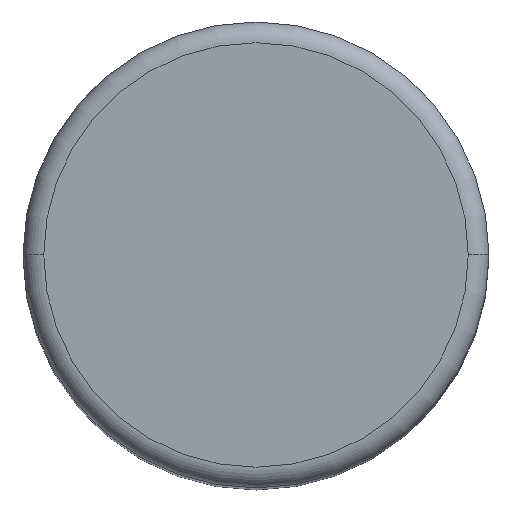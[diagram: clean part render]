
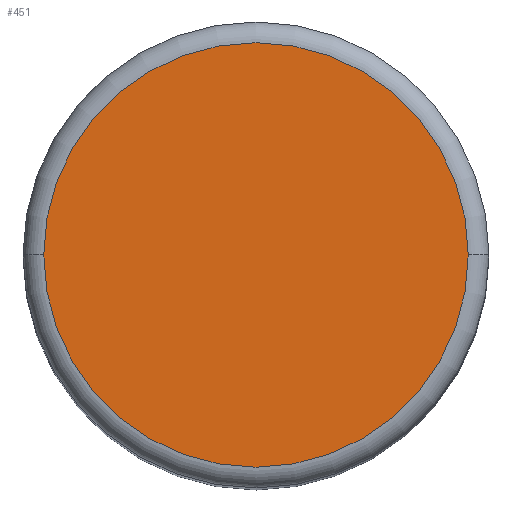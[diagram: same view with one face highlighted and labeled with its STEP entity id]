
A CAD part, top view. The second image highlights one B-rep face of the part: STEP entity #451.
In plain terms, the highlighted planar face has unit normal (0, 0, 1).
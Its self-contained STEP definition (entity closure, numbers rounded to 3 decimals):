
#167=CARTESIAN_POINT('',(0.,0.,47.));
#168=DIRECTION('',(0.,0.,1.));
#169=DIRECTION('',(-1.,0.,0.));
#170=AXIS2_PLACEMENT_3D('',#167,#168,#169);
#172=CARTESIAN_POINT('',(0.,0.,47.));
#173=DIRECTION('',(0.,0.,1.));
#174=DIRECTION('',(1.,0.,0.));
#175=AXIS2_PLACEMENT_3D('',#172,#173,#174);
#210=CARTESIAN_POINT('',(-8.2,0.,47.));
#211=CARTESIAN_POINT('',(8.2,0.,47.));
#212=VERTEX_POINT('',#210);
#213=VERTEX_POINT('',#211);
#441=CARTESIAN_POINT('',(0.,0.,47.));
#442=DIRECTION('',(0.,0.,1.));
#443=DIRECTION('',(1.,0.,0.));
#444=AXIS2_PLACEMENT_3D('',#441,#442,#443);
#445=PLANE('',#444);
#446=ORIENTED_EDGE('',*,*,#424,.F.);
#448=ORIENTED_EDGE('',*,*,#447,.F.);
#449=EDGE_LOOP('',(#446,#448));
#450=FACE_OUTER_BOUND('',#449,.F.);
#171=CIRCLE('',#170,8.2);
#176=CIRCLE('',#175,8.2);
#424=EDGE_CURVE('',#212,#213,#171,.T.);
#447=EDGE_CURVE('',#213,#212,#176,.T.);
#451=ADVANCED_FACE('',(#450),#445,.T.);
